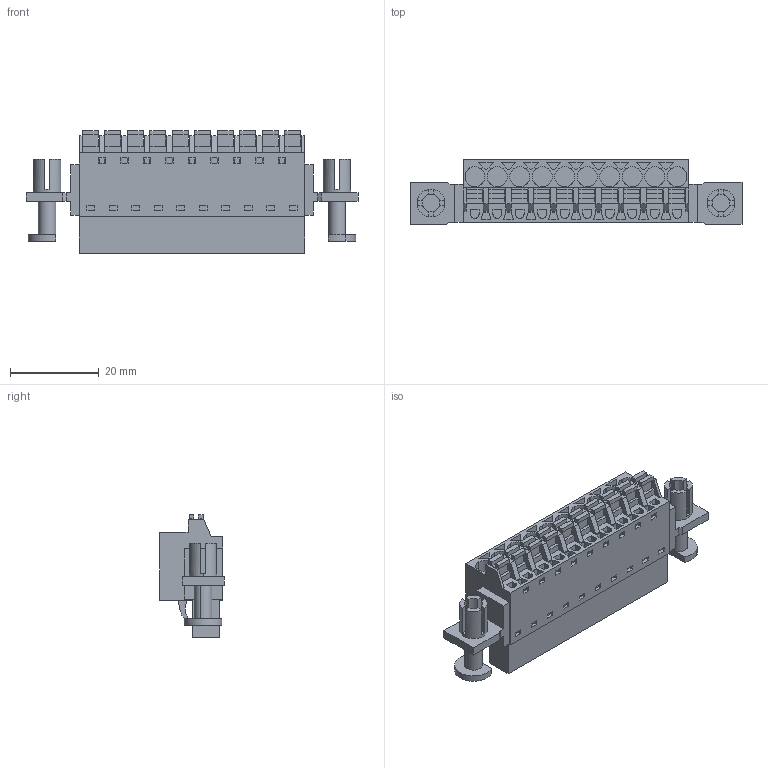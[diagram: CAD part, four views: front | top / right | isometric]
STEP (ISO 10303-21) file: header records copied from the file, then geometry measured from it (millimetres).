
FILE_DESCRIPTION(('CATIA V5R24 STEP','CAx-IF Rec.Pracs.--- Model Styling and Organization---1.2---2011-12-15'),'2;1');
FILE_NAME ('D1451313_0_1353330000_1353330000.stp','2017-05-02T11:45:06+00:00',('none'),('Weidmueller'),'CATIA Version 5-6 Release 2014 SP4 HF52','CATIA V5 STEP AP214','none');
FILE_SCHEMA(('AUTOMOTIVE_DESIGN { 1 0 10303 214 1 1 1 1 }'));
Length unit declared in the file: millimetre
Products named in the file (1): 1353330000
Bounding box: 74.95 x 14.5 x 27.73 mm (x, y, z)
Volume: 13285.5 mm3; surface area: 9931.9 mm2
Topology: 13 solids, 13 shells, 904 faces, 2597 edges, 1791 vertices
Faces by surface type: plane 816, cylinder 87, extrusion 1
Entity records: 29016 total; most frequent: CARTESIAN_POINT 5444, ORIENTED_EDGE 5194, DIRECTION 3741, EDGE_CURVE 2597, VECTOR 2396, LINE 2395, VERTEX_POINT 1791, EDGE_LOOP 1016
